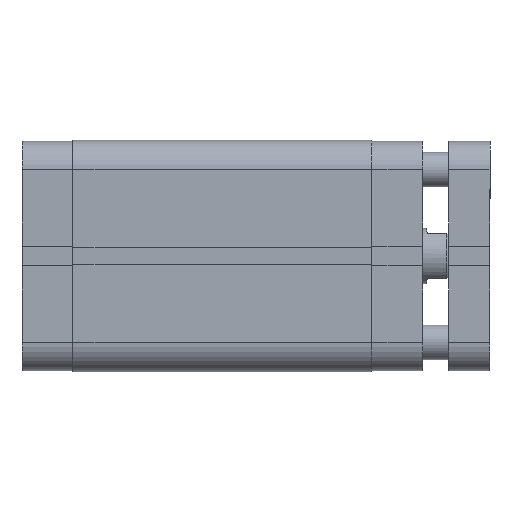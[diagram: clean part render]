
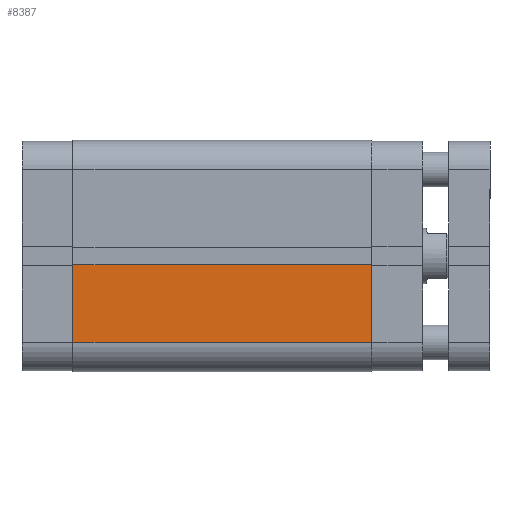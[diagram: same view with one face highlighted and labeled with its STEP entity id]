
A CAD part, front view. The second image highlights one B-rep face of the part: STEP entity #8387.
In plain terms, the highlighted planar face has unit normal (0, -1, 0).
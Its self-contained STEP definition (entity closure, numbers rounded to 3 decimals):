
#291 = VERTEX_POINT ( 'NONE', #2188 ) ;
#345 = VERTEX_POINT ( 'NONE', #2242 ) ;
#400 = VERTEX_POINT ( 'NONE', #2297 ) ;
#425 = VERTEX_POINT ( 'NONE', #2322 ) ;
#1189 = EDGE_CURVE ( 'NONE', #291, #425, #3586, .T. ) ;
#1277 = EDGE_CURVE ( 'NONE', #345, #425, #3759, .T. ) ;
#1562 = EDGE_CURVE ( 'NONE', #400, #345, #4216, .T. ) ;
#1563 = EDGE_CURVE ( 'NONE', #400, #291, #4218, .T. ) ;
#1895 = AXIS2_PLACEMENT_3D ( 'NONE', #5586, #5992, #5993 ) ;
#2188 = CARTESIAN_POINT ( 'NONE',  ( -25., -33.5, 0. ) ) ;
#2242 = CARTESIAN_POINT ( 'NONE',  ( -2.6, -33.5, 86.5 ) ) ;
#2297 = CARTESIAN_POINT ( 'NONE',  ( -25., -33.5, 86.5 ) ) ;
#2322 = CARTESIAN_POINT ( 'NONE',  ( -2.6, -33.5, 0. ) ) ;
#3155 = CARTESIAN_POINT ( 'NONE',  ( 0., -33.5, 0. ) ) ;
#3166 = DIRECTION ( 'NONE',  ( 1., 0., 0. ) ) ;
#3586 = LINE ( 'NONE', #3155, #3600 ) ;
#3600 = VECTOR ( 'NONE', #3166, 1000. ) ;
#3759 = LINE ( 'NONE', #4468, #3760 ) ;
#3760 = VECTOR ( 'NONE', #4469, 1000. ) ;
#4216 = LINE ( 'NONE', #5151, #4217 ) ;
#4217 = VECTOR ( 'NONE', #5152, 1000. ) ;
#4218 = LINE ( 'NONE', #5153, #4219 ) ;
#4219 = VECTOR ( 'NONE', #5154, 1000. ) ;
#4468 = CARTESIAN_POINT ( 'NONE',  ( -2.6, -33.5, 86.5 ) ) ;
#4469 = DIRECTION ( 'NONE',  ( 0., 0., -1. ) ) ;
#5151 = CARTESIAN_POINT ( 'NONE',  ( 0., -33.5, 86.5 ) ) ;
#5152 = DIRECTION ( 'NONE',  ( 1., 0., 0. ) ) ;
#5153 = CARTESIAN_POINT ( 'NONE',  ( -25., -33.5, 86.5 ) ) ;
#5154 = DIRECTION ( 'NONE',  ( 0., 0., -1. ) ) ;
#5586 = CARTESIAN_POINT ( 'NONE',  ( 0., -33.5, 86.5 ) ) ;
#5589 = PLANE ( 'NONE',  #1895 ) ;
#5643 = FACE_OUTER_BOUND ( 'NONE', #6907, .T. ) ;
#5992 = DIRECTION ( 'NONE',  ( 0., 1., 0. ) ) ;
#5993 = DIRECTION ( 'NONE',  ( 0., 0., 1. ) ) ;
#6907 = EDGE_LOOP ( 'NONE', ( #7080, #7079, #7078, #7077 ) ) ;
#7077 = ORIENTED_EDGE ( 'NONE', *, *, #1563, .T. ) ;
#7078 = ORIENTED_EDGE ( 'NONE', *, *, #1562, .F. ) ;
#7079 = ORIENTED_EDGE ( 'NONE', *, *, #1277, .F. ) ;
#7080 = ORIENTED_EDGE ( 'NONE', *, *, #1189, .T. ) ;
#8387 = ADVANCED_FACE ( 'NONE', ( #5643 ), #5589, .F. ) ;
